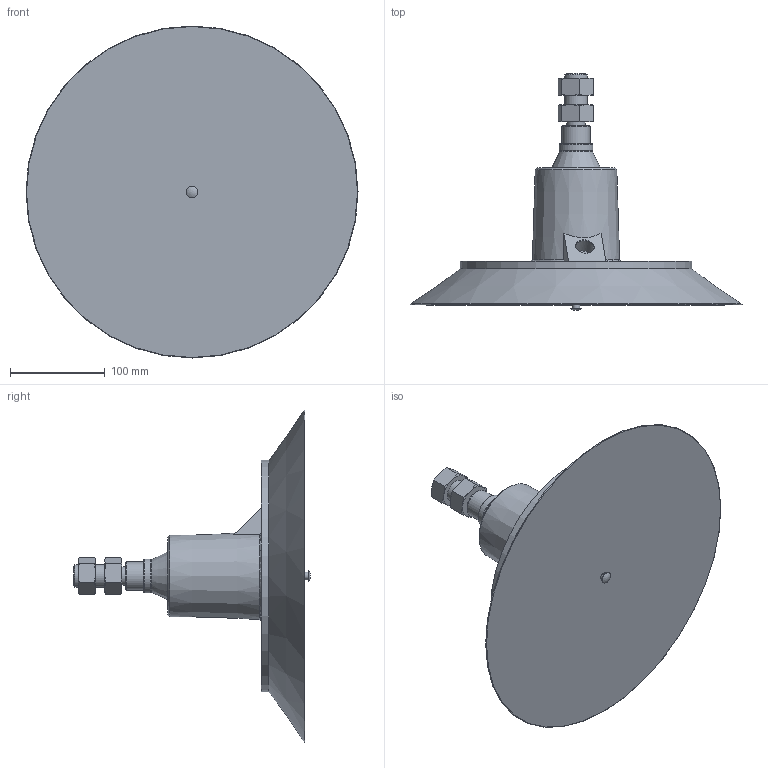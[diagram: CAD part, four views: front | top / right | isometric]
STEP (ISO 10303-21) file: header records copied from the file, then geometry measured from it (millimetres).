
FILE_DESCRIPTION(/* description */ (''),/* implementation_level */ '2;1');
FILE_NAME(/* name */ 'vdlcv350cn.stp',/* time_stamp */ '2020-11-16T09:25:45+01:00',/* author */ ('enginyeria'),/* organization */ (''),/* preprocessor_version */ 'ST-DEVELOPER v17.2',/* originating_system */ 'Autodesk Inventor 2019',/* authorisation */ '');
FILE_SCHEMA (('CONFIG_CONTROL_DESIGN'));
Length unit declared in the file: millimetre
Products named in the file (1): vdlcv350cn
Bounding box: 349.99 x 249.83 x 349.99 mm (x, y, z)
Volume: 3764314 mm3; surface area: 251690.5 mm2
Topology: 1 solids, 1 shells, 79 faces, 185 edges, 121 vertices
Faces by surface type: cone 34, plane 29, cylinder 11, torus 4, sphere 1
Full cylindrical faces by diameter (mm): 8.1 x1, 12.2 x1, 18.631 x1, 20 x1, 24 x2, 30 x1, 35.5 x1, 63 x1, 204 x1, 244 x1
Entity records: 2448 total; most frequent: CARTESIAN_POINT 539, DIRECTION 386, ORIENTED_EDGE 368, EDGE_CURVE 184, AXIS2_PLACEMENT_3D 174, VERTEX_POINT 121, EDGE_LOOP 93, CIRCLE 93
